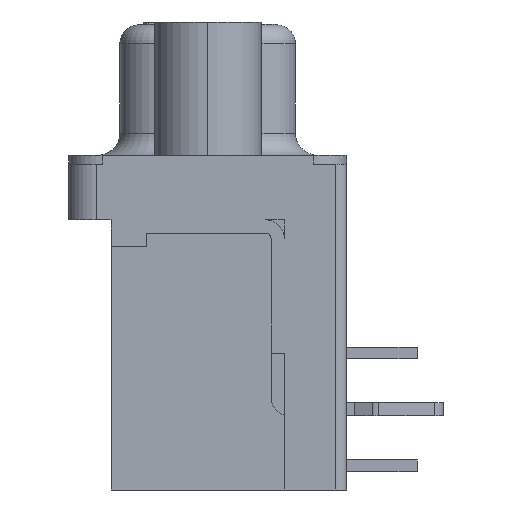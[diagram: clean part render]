
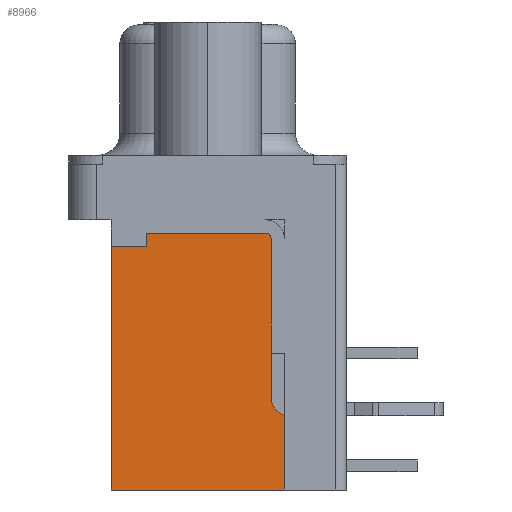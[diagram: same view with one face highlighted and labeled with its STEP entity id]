
A CAD part, left-side view. The second image highlights one B-rep face of the part: STEP entity #8966.
In plain terms, the highlighted planar face has unit normal (-1, 0, 0).
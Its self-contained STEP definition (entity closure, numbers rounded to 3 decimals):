
#1372=DIRECTION('',(0.,0.,1.));
#1373=VECTOR('',#1372,6.16);
#1374=CARTESIAN_POINT('',(-13.55,-3.45,-20.96));
#1375=LINE('',#1374,#1373);
#1510=DIRECTION('',(0.,1.,0.));
#1511=VECTOR('',#1510,0.6);
#1512=CARTESIAN_POINT('',(-13.55,-3.45,-14.8));
#1513=LINE('',#1512,#1511);
#1514=DIRECTION('',(0.,-1.,0.));
#1515=VECTOR('',#1514,7.8);
#1516=CARTESIAN_POINT('',(-13.55,4.35,-20.96));
#1517=LINE('',#1516,#1515);
#1518=DIRECTION('',(0.,1.,0.));
#1519=VECTOR('',#1518,5.35);
#1520=CARTESIAN_POINT('',(-13.55,-2.6,-9.4));
#1521=LINE('',#1520,#1519);
#1522=CARTESIAN_POINT('',(-13.55,-2.6,-9.65));
#1523=DIRECTION('',(1.,0.,0.));
#1524=DIRECTION('',(0.,0.,1.));
#1525=AXIS2_PLACEMENT_3D('',#1522,#1523,#1524);
#1527=DIRECTION('',(0.,0.,1.));
#1528=VECTOR('',#1527,5.15);
#1529=CARTESIAN_POINT('',(-13.55,-2.85,-14.8));
#1530=LINE('',#1529,#1528);
#3725=DIRECTION('',(0.,0.,-1.));
#3726=VECTOR('',#3725,0.6);
#3727=CARTESIAN_POINT('',(-13.55,2.75,-9.4));
#3728=LINE('',#3727,#3726);
#3745=DIRECTION('',(0.,1.,0.));
#3746=VECTOR('',#3745,1.6);
#3747=CARTESIAN_POINT('',(-13.55,2.75,-10.));
#3748=LINE('',#3747,#3746);
#3757=DIRECTION('',(0.,0.,1.));
#3758=VECTOR('',#3757,10.96);
#3759=CARTESIAN_POINT('',(-13.55,4.35,-20.96));
#3760=LINE('',#3759,#3758);
#6016=CARTESIAN_POINT('',(-13.55,4.35,-20.96));
#6018=VERTEX_POINT('',#6016);
#6023=CARTESIAN_POINT('',(-13.55,2.75,-10.));
#6024=CARTESIAN_POINT('',(-13.55,4.35,-10.));
#6025=VERTEX_POINT('',#6023);
#6026=VERTEX_POINT('',#6024);
#6027=CARTESIAN_POINT('',(-13.55,-3.45,-20.96));
#6028=VERTEX_POINT('',#6027);
#6139=CARTESIAN_POINT('',(-13.55,2.75,-9.4));
#6141=VERTEX_POINT('',#6139);
#6165=CARTESIAN_POINT('',(-13.55,-3.45,-14.8));
#6166=CARTESIAN_POINT('',(-13.55,-2.85,-14.8));
#6167=VERTEX_POINT('',#6165);
#6168=VERTEX_POINT('',#6166);
#6169=CARTESIAN_POINT('',(-13.55,-2.85,-9.65));
#6170=VERTEX_POINT('',#6169);
#6171=CARTESIAN_POINT('',(-13.55,-2.6,-9.4));
#6172=VERTEX_POINT('',#6171);
#8942=CARTESIAN_POINT('',(-13.55,4.35,-20.96));
#8943=DIRECTION('',(-1.,0.,0.));
#8944=DIRECTION('',(0.,0.,1.));
#8945=AXIS2_PLACEMENT_3D('',#8942,#8943,#8944);
#8946=PLANE('',#8945);
#8948=ORIENTED_EDGE('',*,*,#8947,.F.);
#8949=ORIENTED_EDGE('',*,*,#8814,.F.);
#8951=ORIENTED_EDGE('',*,*,#8950,.F.);
#8953=ORIENTED_EDGE('',*,*,#8952,.T.);
#8955=ORIENTED_EDGE('',*,*,#8954,.F.);
#8957=ORIENTED_EDGE('',*,*,#8956,.F.);
#8959=ORIENTED_EDGE('',*,*,#8958,.F.);
#8961=ORIENTED_EDGE('',*,*,#8960,.T.);
#8963=ORIENTED_EDGE('',*,*,#8962,.F.);
#8964=EDGE_LOOP('',(#8948,#8949,#8951,#8953,#8955,#8957,#8959,#8961,#8963));
#8965=FACE_OUTER_BOUND('',#8964,.F.);
#1526=CIRCLE('',#1525,0.25);
#8814=EDGE_CURVE('',#6028,#6167,#1375,.T.);
#8947=EDGE_CURVE('',#6167,#6168,#1513,.T.);
#8950=EDGE_CURVE('',#6018,#6028,#1517,.T.);
#8952=EDGE_CURVE('',#6018,#6026,#3760,.T.);
#8954=EDGE_CURVE('',#6025,#6026,#3748,.T.);
#8956=EDGE_CURVE('',#6141,#6025,#3728,.T.);
#8958=EDGE_CURVE('',#6172,#6141,#1521,.T.);
#8960=EDGE_CURVE('',#6172,#6170,#1526,.T.);
#8962=EDGE_CURVE('',#6168,#6170,#1530,.T.);
#8966=ADVANCED_FACE('',(#8965),#8946,.T.);
